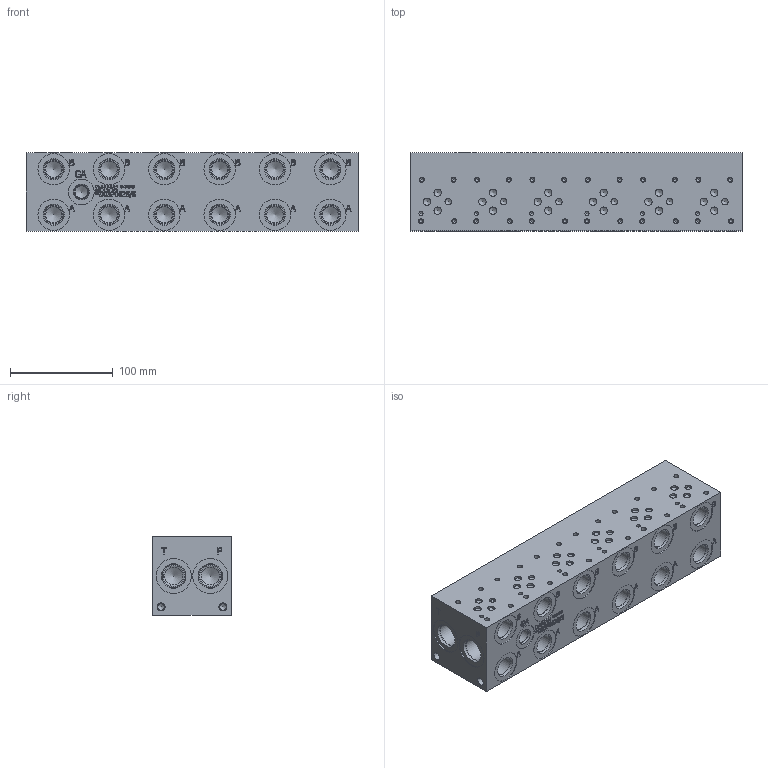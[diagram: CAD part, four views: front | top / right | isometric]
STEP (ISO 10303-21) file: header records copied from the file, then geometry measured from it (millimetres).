
FILE_DESCRIPTION(/* description */ (''),/* implementation_level */ '2;1');
FILE_NAME(/* name */ '_D03P062S_S.stp',/* time_stamp */ '2022-10-12T09:40:03-04:00',/* author */ ('bobbyh'),/* organization */ (''),/* preprocessor_version */ 'ST-DEVELOPER v18',/* originating_system */ 'Autodesk Inventor 2020',/* authorisation */ '');
FILE_SCHEMA (('AUTOMOTIVE_DESIGN { 1 0 10303 214 3 1 1 }'));
Length unit declared in the file: millimetre
Products named in the file (1): Part_AD03P062S_S_3D
Bounding box: 323.85 x 76.2 x 76.2 mm (x, y, z)
Volume: 1728478.5 mm3; surface area: 147251.8 mm2
Topology: 1 solids, 1 shells, 1046 faces, 2867 edges, 1955 vertices
Faces by surface type: plane 497, bspline 243, cylinder 177, cone 129
Full cylindrical faces by diameter (mm): 3.785 x24, 3.962 x6, 4.826 x24, 6.35 x6, 6.528 x4, 7.137 x18, 7.925 x4, 12.294 x1, 12.9 x1, 13.487 x1, 14.275 x1, 14.529 x1, 15.875 x12, 17.45 x1, 17.475 x4, 17.501 x12, 18.542 x1, 19.05 x12, 19.253 x12, 19.99 x1, 20.447 x4, 20.625 x1, 21.819 x1, 22.23 x4, 22.555 x4, 25.019 x1, 30.632 x12, 34.138 x4
Entity records: 35048 total; most frequent: CARTESIAN_POINT 8952, ORIENTED_EDGE 5582, DIRECTION 4580, EDGE_CURVE 2791, VERTEX_POINT 1955, LINE 1638, VECTOR 1638, AXIS2_PLACEMENT_3D 1471
